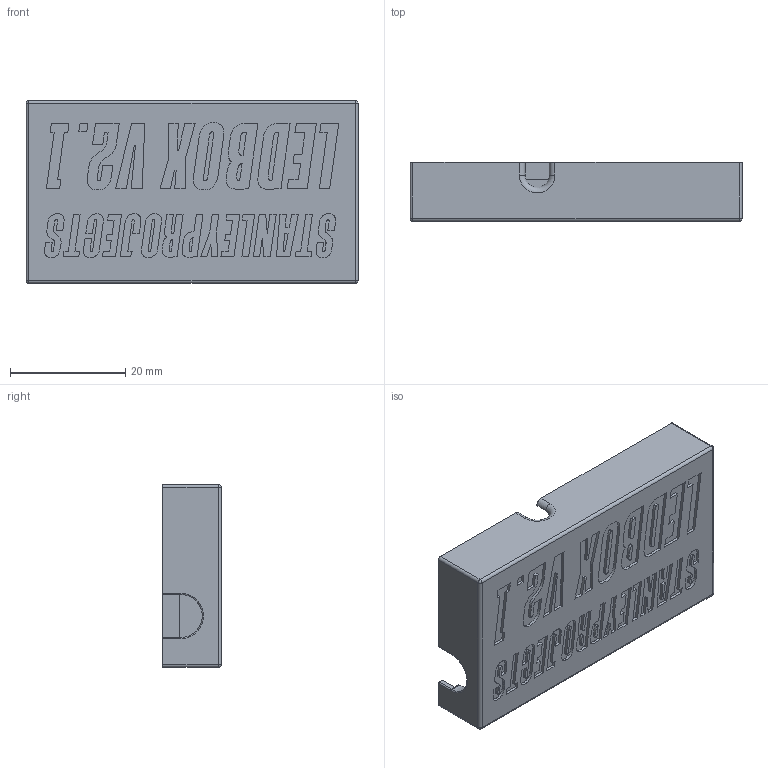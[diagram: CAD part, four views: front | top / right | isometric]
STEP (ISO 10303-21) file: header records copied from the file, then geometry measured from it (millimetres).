
FILE_DESCRIPTION (( 'STEP AP214' ), '1' );
FILE_NAME ('LedBox_V2.1_REV_00_V0_Top.STEP', '2022-08-21T16:57:14', ( '' ), ( '' ), '', '', '' );
FILE_SCHEMA (( 'AUTOMOTIVE_DESIGN' ));
Length unit declared in the file: millimetre
Products named in the file (1): LedBox_V2.1_REV_00_V0_Top
Bounding box: 57.69 x 10.22 x 31.77 mm (x, y, z)
Volume: 5927.4 mm3; surface area: 7067.5 mm2
Topology: 1 solids, 1 shells, 473 faces, 1290 edges, 848 vertices
Faces by surface type: plane 315, bspline 131, cylinder 18, torus 5, sphere 4
Entity records: 19272 total; most frequent: CARTESIAN_POINT 8191, ORIENTED_EDGE 2572, DIRECTION 1742, EDGE_CURVE 1286, LINE 968, VECTOR 968, VERTEX_POINT 848, EDGE_LOOP 506
